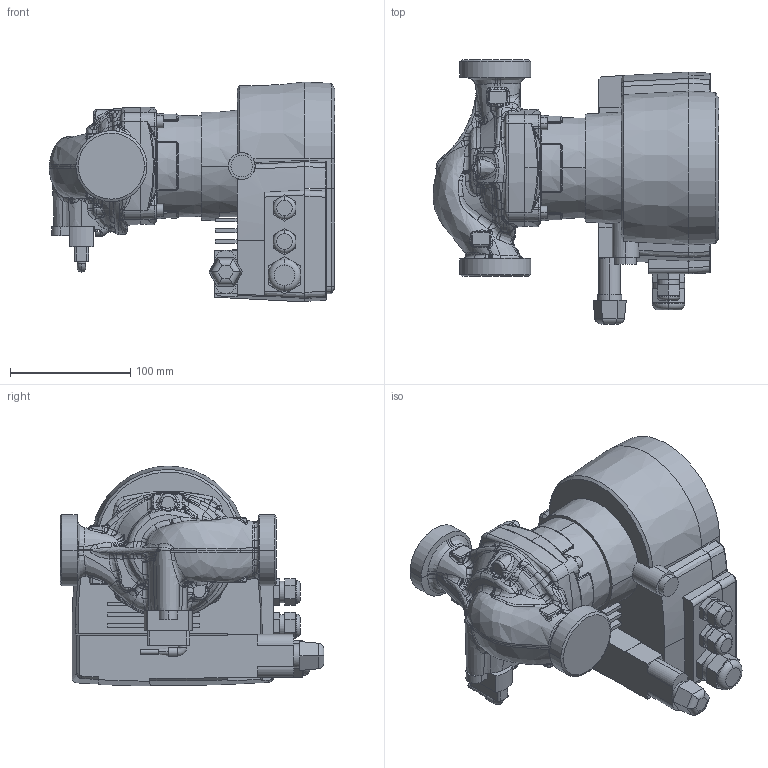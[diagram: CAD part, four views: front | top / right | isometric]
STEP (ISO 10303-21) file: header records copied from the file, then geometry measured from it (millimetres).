
FILE_DESCRIPTION (( 'STEP AP214' ), '1' );
FILE_NAME ('ModulA 32-x 180 961789_00.STEP', '2014-11-03T11:01:16', ( '' ), ( '' ), 'SwSTEP 2.0', 'SolidWorks 2011', '' );
FILE_SCHEMA (( 'AUTOMOTIVE_DESIGN' ));
Length unit declared in the file: millimetre
Products named in the file (1): ModulA 32-x 180 961789_00
Bounding box: 238.06 x 219.82 x 183.11 mm (x, y, z)
Volume: 3318411.7 mm3; surface area: 287931 mm2
Topology: 6 solids, 10 shells, 1412 faces, 3355 edges, 1968 vertices
Faces by surface type: bspline 823, plane 257, cylinder 159, cone 90, torus 83
Entity records: 114363 total; most frequent: CARTESIAN_POINT 72662, ORIENTED_EDGE 6672, DIRECTION 3582, EDGE_CURVE 3336, VERTEX_POINT 1968, B_SPLINE_CURVE_WITH_KNOTS 1709, AXIS2_PLACEMENT_3D 1466, EDGE_LOOP 1438
